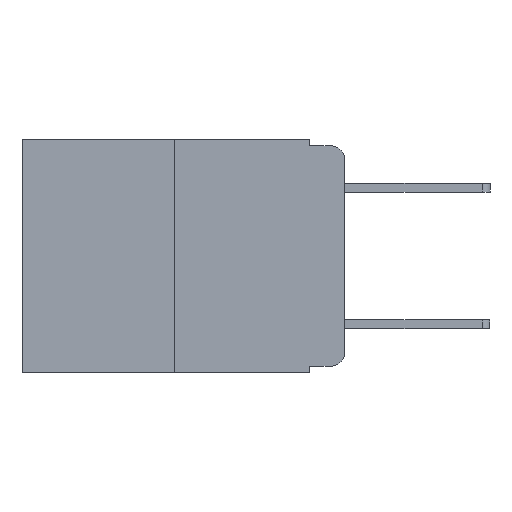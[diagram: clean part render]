
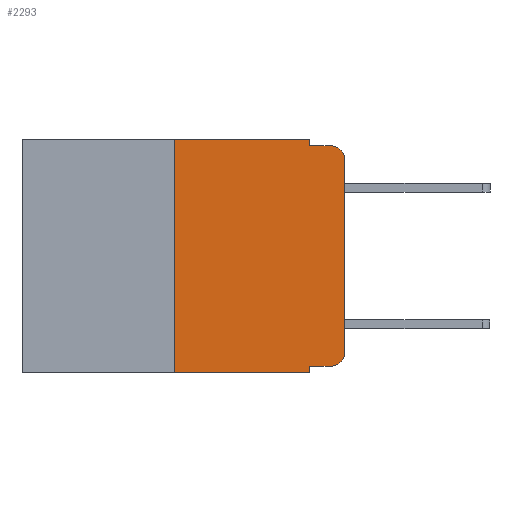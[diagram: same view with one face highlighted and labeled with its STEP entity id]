
A CAD part, left-side view. The second image highlights one B-rep face of the part: STEP entity #2293.
In plain terms, the highlighted planar face has unit normal (-1, 0, 0).
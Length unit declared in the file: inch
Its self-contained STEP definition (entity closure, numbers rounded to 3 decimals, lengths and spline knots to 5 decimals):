
#217 = VECTOR ( 'NONE', #1924, 39.37008 ) ;
#349 = CARTESIAN_POINT ( 'NONE',  ( 0., 0.051, -0.01 ) ) ;
#656 = LINE ( 'NONE', #10597, #13978 ) ;
#878 = LINE ( 'NONE', #1829, #217 ) ;
#1829 = CARTESIAN_POINT ( 'NONE',  ( 0., 0.473, -0.343 ) ) ;
#1840 = DIRECTION ( 'NONE',  ( 0., -1., 0. ) ) ;
#1924 = DIRECTION ( 'NONE',  ( 0., -1., 0. ) ) ;
#2030 = DIRECTION ( 'NONE',  ( 0., 0., 1. ) ) ;
#2113 = VERTEX_POINT ( 'NONE', #20831 ) ;
#2114 = CARTESIAN_POINT ( 'NONE',  ( 0., 0., 0. ) ) ;
#2293 = ADVANCED_FACE ( 'NONE', ( #8072 ), #19951, .F. ) ;
#2785 = CARTESIAN_POINT ( 'NONE',  ( 0., 0.051, -0.343 ) ) ;
#3010 = DIRECTION ( 'NONE',  ( -1., 0., 0. ) ) ;
#3325 = CARTESIAN_POINT ( 'NONE',  ( 0., 0.051, -0.333 ) ) ;
#3621 = EDGE_CURVE ( 'NONE', #4206, #13729, #8785, .T. ) ;
#4023 = CARTESIAN_POINT ( 'NONE',  ( 0., 0.051, -0.01 ) ) ;
#4073 = EDGE_CURVE ( 'NONE', #10264, #20339, #8231, .T. ) ;
#4206 = VERTEX_POINT ( 'NONE', #3325 ) ;
#4676 = ORIENTED_EDGE ( 'NONE', *, *, #4981, .T. ) ;
#4882 = LINE ( 'NONE', #2114, #9376 ) ;
#4981 = EDGE_CURVE ( 'NONE', #19247, #13729, #878, .T. ) ;
#5134 = CARTESIAN_POINT ( 'NONE',  ( 0., 0.473, 0. ) ) ;
#5251 = AXIS2_PLACEMENT_3D ( 'NONE', #17003, #7113, #18641 ) ;
#5570 = ORIENTED_EDGE ( 'NONE', *, *, #7732, .T. ) ;
#5731 = DIRECTION ( 'NONE',  ( 0., -1., 0. ) ) ;
#6045 = CARTESIAN_POINT ( 'NONE',  ( 0., 0.25, 0. ) ) ;
#6218 = VERTEX_POINT ( 'NONE', #18052 ) ;
#6357 = ORIENTED_EDGE ( 'NONE', *, *, #16723, .T. ) ;
#6594 = VERTEX_POINT ( 'NONE', #21210 ) ;
#6957 = CARTESIAN_POINT ( 'NONE',  ( 0., 0.051, 0. ) ) ;
#7113 = DIRECTION ( 'NONE',  ( -1., 0., 0. ) ) ;
#7191 = DIRECTION ( 'NONE',  ( 0., 0., 1. ) ) ;
#7233 = EDGE_LOOP ( 'NONE', ( #9107, #6357, #13592, #13848, #10135, #15299, #4676, #14986, #9296, #5570 ) ) ;
#7339 = CIRCLE ( 'NONE', #5251, 0.02 ) ;
#7464 = VERTEX_POINT ( 'NONE', #18083 ) ;
#7732 = EDGE_CURVE ( 'NONE', #2113, #6594, #7339, .T. ) ;
#8072 = FACE_OUTER_BOUND ( 'NONE', #7233, .T. ) ;
#8231 = LINE ( 'NONE', #13115, #12659 ) ;
#8239 = VECTOR ( 'NONE', #13562, 39.37008 ) ;
#8785 = LINE ( 'NONE', #6957, #13199 ) ;
#9107 = ORIENTED_EDGE ( 'NONE', *, *, #13448, .T. ) ;
#9296 = ORIENTED_EDGE ( 'NONE', *, *, #14804, .T. ) ;
#9376 = VECTOR ( 'NONE', #2030, 39.37008 ) ;
#10135 = ORIENTED_EDGE ( 'NONE', *, *, #20142, .F. ) ;
#10264 = VERTEX_POINT ( 'NONE', #16115 ) ;
#10597 = CARTESIAN_POINT ( 'NONE',  ( 0., 0.473, 0. ) ) ;
#10780 = AXIS2_PLACEMENT_3D ( 'NONE', #5134, #21523, #11881 ) ;
#10913 = AXIS2_PLACEMENT_3D ( 'NONE', #13133, #3010, #14761 ) ;
#11881 = DIRECTION ( 'NONE',  ( 0., 0., -1. ) ) ;
#12659 = VECTOR ( 'NONE', #14745, 39.37008 ) ;
#13115 = CARTESIAN_POINT ( 'NONE',  ( 0., 0.051, 0. ) ) ;
#13125 = LINE ( 'NONE', #15425, #16448 ) ;
#13133 = CARTESIAN_POINT ( 'NONE',  ( 0., 0.02, -0.03 ) ) ;
#13199 = VECTOR ( 'NONE', #18493, 39.37008 ) ;
#13448 = EDGE_CURVE ( 'NONE', #6594, #7464, #4882, .T. ) ;
#13562 = DIRECTION ( 'NONE',  ( 0., -1., 0. ) ) ;
#13592 = ORIENTED_EDGE ( 'NONE', *, *, #19958, .F. ) ;
#13729 = VERTEX_POINT ( 'NONE', #2785 ) ;
#13740 = LINE ( 'NONE', #4023, #17065 ) ;
#13848 = ORIENTED_EDGE ( 'NONE', *, *, #4073, .F. ) ;
#13978 = VECTOR ( 'NONE', #1840, 39.37008 ) ;
#14745 = DIRECTION ( 'NONE',  ( 0., 0., -1. ) ) ;
#14761 = DIRECTION ( 'NONE',  ( 0., 0., -1. ) ) ;
#14804 = EDGE_CURVE ( 'NONE', #4206, #2113, #17019, .T. ) ;
#14986 = ORIENTED_EDGE ( 'NONE', *, *, #3621, .F. ) ;
#15299 = ORIENTED_EDGE ( 'NONE', *, *, #16308, .F. ) ;
#15425 = CARTESIAN_POINT ( 'NONE',  ( 0., 0.25, 0. ) ) ;
#15814 = CARTESIAN_POINT ( 'NONE',  ( 0., 0.25, -0.343 ) ) ;
#16115 = CARTESIAN_POINT ( 'NONE',  ( 0., 0.051, 0. ) ) ;
#16308 = EDGE_CURVE ( 'NONE', #19247, #18731, #13125, .T. ) ;
#16448 = VECTOR ( 'NONE', #7191, 39.37008 ) ;
#16723 = EDGE_CURVE ( 'NONE', #7464, #6218, #17959, .T. ) ;
#17003 = CARTESIAN_POINT ( 'NONE',  ( 0., 0.02, -0.313 ) ) ;
#17019 = LINE ( 'NONE', #19938, #8239 ) ;
#17065 = VECTOR ( 'NONE', #5731, 39.37008 ) ;
#17959 = CIRCLE ( 'NONE', #10913, 0.02 ) ;
#18052 = CARTESIAN_POINT ( 'NONE',  ( 0., 0.02, -0.01 ) ) ;
#18083 = CARTESIAN_POINT ( 'NONE',  ( 0., 0., -0.03 ) ) ;
#18493 = DIRECTION ( 'NONE',  ( 0., 0., -1. ) ) ;
#18641 = DIRECTION ( 'NONE',  ( 0., 0., -1. ) ) ;
#18731 = VERTEX_POINT ( 'NONE', #6045 ) ;
#19247 = VERTEX_POINT ( 'NONE', #15814 ) ;
#19938 = CARTESIAN_POINT ( 'NONE',  ( 0., 0.051, -0.333 ) ) ;
#19951 = PLANE ( 'NONE',  #10780 ) ;
#19958 = EDGE_CURVE ( 'NONE', #20339, #6218, #13740, .T. ) ;
#20142 = EDGE_CURVE ( 'NONE', #18731, #10264, #656, .T. ) ;
#20339 = VERTEX_POINT ( 'NONE', #349 ) ;
#20831 = CARTESIAN_POINT ( 'NONE',  ( 0., 0.02, -0.333 ) ) ;
#21210 = CARTESIAN_POINT ( 'NONE',  ( 0., 0., -0.313 ) ) ;
#21523 = DIRECTION ( 'NONE',  ( 1., 0., 0. ) ) ;
